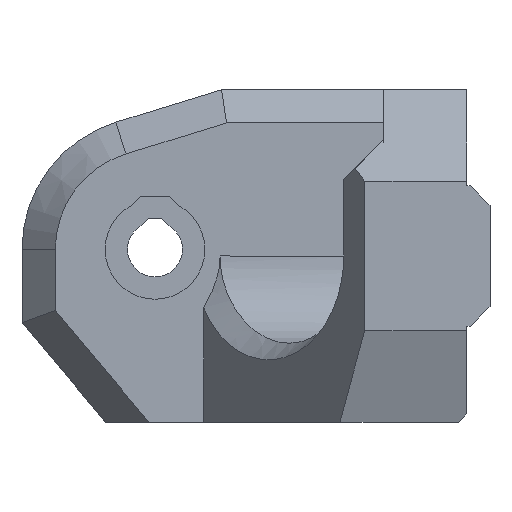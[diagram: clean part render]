
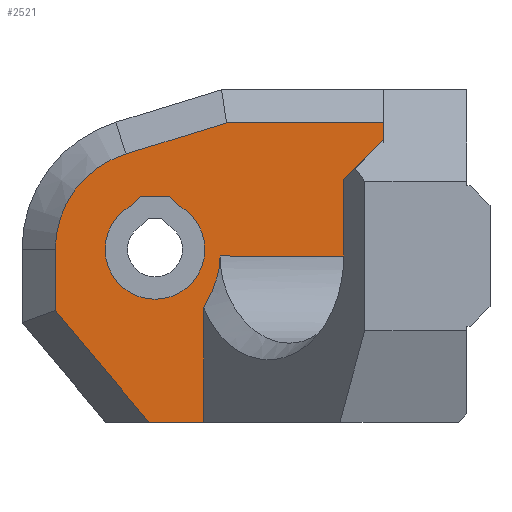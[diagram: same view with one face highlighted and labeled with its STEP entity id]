
A CAD part, front view. The second image highlights one B-rep face of the part: STEP entity #2521.
In plain terms, the highlighted planar face has unit normal (0, -1, 0).
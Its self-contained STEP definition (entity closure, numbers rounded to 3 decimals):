
#22=FACE_BOUND('',#321,.T.);
#33=B_SPLINE_CURVE_WITH_KNOTS('',3,(#3816,#3817,#3818,#3819,#3820,#3821,
#3822,#3823,#3824,#3825,#3826,#3827,#3828,#3829),.UNSPECIFIED.,.F.,.F.,
(4,2,2,2,2,2,4),(0.,0.039,0.16,0.296,
0.316,0.326,0.331),.UNSPECIFIED.);
#47=CIRCLE('',#2694,6.);
#48=CIRCLE('',#2697,3.);
#173=FACE_OUTER_BOUND('',#320,.T.);
#320=EDGE_LOOP('',(#2048,#2049,#2050,#2051,#2052,#2053,#2054,#2055,#2056,
#2057));
#321=EDGE_LOOP('',(#2058,#2059,#2060,#2061));
#512=LINE('',#3852,#833);
#533=LINE('',#3895,#854);
#587=LINE('',#4005,#908);
#608=LINE('',#4049,#929);
#611=LINE('',#4054,#932);
#613=LINE('',#4058,#934);
#618=LINE('',#4070,#939);
#619=LINE('',#4072,#940);
#620=LINE('',#4077,#941);
#621=LINE('',#4079,#942);
#622=LINE('',#4080,#943);
#833=VECTOR('',#3028,10.);
#854=VECTOR('',#3059,10.);
#908=VECTOR('',#3141,10.);
#929=VECTOR('',#3186,10.);
#932=VECTOR('',#3191,10.);
#934=VECTOR('',#3195,10.);
#939=VECTOR('',#3208,10.);
#940=VECTOR('',#3211,10.);
#941=VECTOR('',#3214,10.);
#942=VECTOR('',#3215,10.);
#943=VECTOR('',#3216,10.);
#1118=VERTEX_POINT('',#3814);
#1119=VERTEX_POINT('',#3815);
#1121=VERTEX_POINT('',#3850);
#1137=VERTEX_POINT('',#3892);
#1138=VERTEX_POINT('',#3894);
#1190=VERTEX_POINT('',#4047);
#1191=VERTEX_POINT('',#4048);
#1192=VERTEX_POINT('',#4053);
#1193=VERTEX_POINT('',#4057);
#1195=VERTEX_POINT('',#4063);
#1197=VERTEX_POINT('',#4073);
#1198=VERTEX_POINT('',#4074);
#1199=VERTEX_POINT('',#4076);
#1200=VERTEX_POINT('',#4078);
#1389=EDGE_CURVE('',#1118,#1119,#33,.T.);
#1394=EDGE_CURVE('',#1121,#1119,#512,.T.);
#1415=EDGE_CURVE('',#1137,#1138,#533,.T.);
#1472=EDGE_CURVE('',#1137,#1118,#587,.T.);
#1494=EDGE_CURVE('',#1190,#1191,#608,.T.);
#1497=EDGE_CURVE('',#1138,#1192,#611,.T.);
#1499=EDGE_CURVE('',#1192,#1193,#613,.T.);
#1504=EDGE_CURVE('',#1193,#1195,#47,.T.);
#1506=EDGE_CURVE('',#1195,#1190,#618,.T.);
#1507=EDGE_CURVE('',#1121,#1191,#619,.T.);
#1508=EDGE_CURVE('',#1197,#1198,#48,.T.);
#1509=EDGE_CURVE('',#1198,#1199,#620,.T.);
#1510=EDGE_CURVE('',#1199,#1200,#621,.T.);
#1511=EDGE_CURVE('',#1200,#1197,#622,.T.);
#2048=ORIENTED_EDGE('',*,*,#1394,.F.);
#2049=ORIENTED_EDGE('',*,*,#1507,.T.);
#2050=ORIENTED_EDGE('',*,*,#1494,.F.);
#2051=ORIENTED_EDGE('',*,*,#1506,.F.);
#2052=ORIENTED_EDGE('',*,*,#1504,.F.);
#2053=ORIENTED_EDGE('',*,*,#1499,.F.);
#2054=ORIENTED_EDGE('',*,*,#1497,.F.);
#2055=ORIENTED_EDGE('',*,*,#1415,.F.);
#2056=ORIENTED_EDGE('',*,*,#1472,.T.);
#2057=ORIENTED_EDGE('',*,*,#1389,.T.);
#2058=ORIENTED_EDGE('',*,*,#1508,.T.);
#2059=ORIENTED_EDGE('',*,*,#1509,.T.);
#2060=ORIENTED_EDGE('',*,*,#1510,.T.);
#2061=ORIENTED_EDGE('',*,*,#1511,.T.);
#2386=PLANE('',#2696);
#2521=ADVANCED_FACE('',(#173,#22),#2386,.F.);
#2694=AXIS2_PLACEMENT_3D('',#4067,#3203,#3204);
#2696=AXIS2_PLACEMENT_3D('',#4071,#3209,#3210);
#2697=AXIS2_PLACEMENT_3D('',#4075,#3212,#3213);
#3028=DIRECTION('',(-1.,0.,0.));
#3059=DIRECTION('',(-1.,0.,0.));
#3141=DIRECTION('',(0.,0.,1.));
#3186=DIRECTION('',(1.,0.,0.));
#3191=DIRECTION('',(-0.643,0.,0.766));
#3195=DIRECTION('',(0.,0.,1.));
#3203=DIRECTION('center_axis',(0.,1.,0.));
#3204=DIRECTION('ref_axis',(-1.,0.,0.));
#3208=DIRECTION('',(0.956,0.,0.294));
#3209=DIRECTION('center_axis',(0.,1.,0.));
#3210=DIRECTION('ref_axis',(1.,0.,0.));
#3211=DIRECTION('',(0.,0.,1.));
#3212=DIRECTION('center_axis',(0.,1.,0.));
#3213=DIRECTION('ref_axis',(1.,0.,0.));
#3214=DIRECTION('',(0.707,0.,0.707));
#3215=DIRECTION('',(1.,0.,0.));
#3216=DIRECTION('',(0.707,0.,-0.707));
#3814=CARTESIAN_POINT('',(2.917,0.,-3.516));
#3815=CARTESIAN_POINT('',(3.917,0.,-0.4));
#3816=CARTESIAN_POINT('Ctrl Pts',(2.917,0.,
-3.516));
#3817=CARTESIAN_POINT('Ctrl Pts',(2.984,0.,
-3.404));
#3818=CARTESIAN_POINT('Ctrl Pts',(3.049,0.,
-3.29));
#3819=CARTESIAN_POINT('Ctrl Pts',(3.305,0.,
-2.821));
#3820=CARTESIAN_POINT('Ctrl Pts',(3.482,0.,
-2.45));
#3821=CARTESIAN_POINT('Ctrl Pts',(3.771,0.,
-1.639));
#3822=CARTESIAN_POINT('Ctrl Pts',(3.869,0.,
-1.208));
#3823=CARTESIAN_POINT('Ctrl Pts',(3.909,0.,
-0.689));
#3824=CARTESIAN_POINT('Ctrl Pts',(3.912,0.,
-0.621));
#3825=CARTESIAN_POINT('Ctrl Pts',(3.916,0.,
-0.521));
#3826=CARTESIAN_POINT('Ctrl Pts',(3.916,0.,
-0.49));
#3827=CARTESIAN_POINT('Ctrl Pts',(3.917,0.,
-0.439));
#3828=CARTESIAN_POINT('Ctrl Pts',(3.917,0.,
-0.419));
#3829=CARTESIAN_POINT('Ctrl Pts',(3.917,0.,-0.4));
#3850=CARTESIAN_POINT('',(13.75,0.,-0.4));
#3852=CARTESIAN_POINT('',(13.75,0.,-0.4));
#3892=CARTESIAN_POINT('',(2.917,0.,-10.4));
#3894=CARTESIAN_POINT('',(-0.355,0.,-10.4));
#3895=CARTESIAN_POINT('',(18.75,0.,-10.4));
#4005=CARTESIAN_POINT('',(2.917,0.,-5.4));
#4047=CARTESIAN_POINT('',(4.301,0.,7.6));
#4048=CARTESIAN_POINT('',(13.75,0.,7.6));
#4049=CARTESIAN_POINT('',(3.438,0.,7.6));
#4053=CARTESIAN_POINT('',(-6.,0.,-3.672));
#4054=CARTESIAN_POINT('',(-2.689,0.,-7.618));
#4057=CARTESIAN_POINT('',(-6.,0.,0.));
#4058=CARTESIAN_POINT('',(-6.,0.,-2.4));
#4063=CARTESIAN_POINT('',(-1.764,0.,5.735));
#4067=CARTESIAN_POINT('Origin',(0.,0.,0.));
#4070=CARTESIAN_POINT('',(-0.507,0.,6.122));
#4071=CARTESIAN_POINT('Origin',(2.875,0.,-0.4));
#4072=CARTESIAN_POINT('',(13.75,0.,-0.7));
#4073=CARTESIAN_POINT('',(1.5,0.,2.598));
#4074=CARTESIAN_POINT('',(-1.5,0.,2.598));
#4075=CARTESIAN_POINT('Origin',(0.,0.,0.));
#4076=CARTESIAN_POINT('',(-0.897,0.,3.201));
#4077=CARTESIAN_POINT('',(-1.156,0.,2.942));
#4078=CARTESIAN_POINT('',(0.897,0.,3.201));
#4079=CARTESIAN_POINT('',(0.989,0.,3.201));
#4080=CARTESIAN_POINT('',(2.292,0.,1.806));
